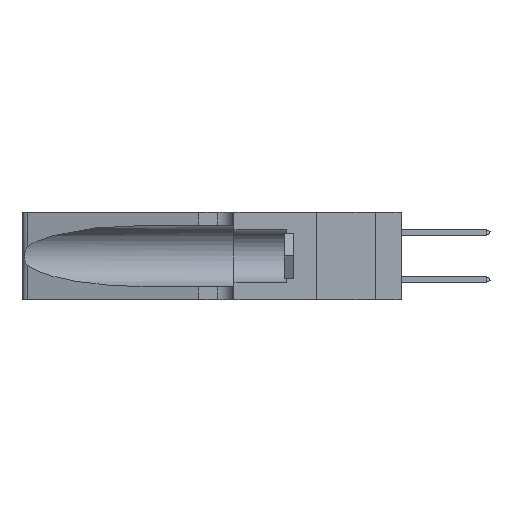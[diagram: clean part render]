
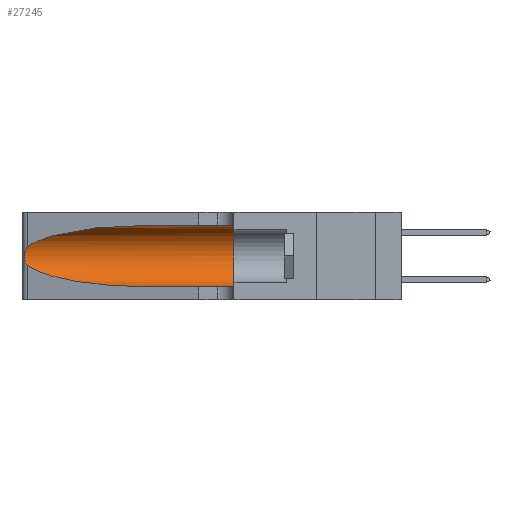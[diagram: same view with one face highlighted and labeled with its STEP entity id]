
A CAD part, left-side view. The second image highlights one B-rep face of the part: STEP entity #27245.
In plain terms, the highlighted cylindrical face has radius 3.308 mm (diameter 6.617 mm), a partial arc.
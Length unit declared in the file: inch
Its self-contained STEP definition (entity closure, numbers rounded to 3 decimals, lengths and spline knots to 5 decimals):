
#692 = CARTESIAN_POINT ( 'NONE',  ( 0.25487, 1.22718, 0.14631 ) ) ;
#881 = ORIENTED_EDGE ( 'NONE', *, *, #22106, .T. ) ;
#2673 = CARTESIAN_POINT ( 'NONE',  ( 0.1305, 1.61858, 0.31525 ) ) ;
#3335 = CARTESIAN_POINT ( 'NONE',  ( 0.26075, 1.23896, 0.178 ) ) ;
#3645 = CYLINDRICAL_SURFACE ( 'NONE', #10334, 0.13025 ) ;
#4939 = ORIENTED_EDGE ( 'NONE', *, *, #21715, .T. ) ;
#5517 = EDGE_CURVE ( 'NONE', #26924, #26673, #7169, .T. ) ;
#6167 = DIRECTION ( 'NONE',  ( 0., -1., 0. ) ) ;
#6246 = VECTOR ( 'NONE', #6167, 39.37008 ) ;
#6380 = CARTESIAN_POINT ( 'NONE',  ( 0.25487, 1.22718, 0.22369 ) ) ;
#6547 =( BOUNDED_CURVE ( )  B_SPLINE_CURVE ( 3, ( #31822, #31972, #17805, #14951 ),
 .UNSPECIFIED., .F., .F. ) 
 B_SPLINE_CURVE_WITH_KNOTS ( ( 4, 4 ),
 ( 1.5708, 2.84003 ),
 .UNSPECIFIED. ) 
 CURVE ( )  GEOMETRIC_REPRESENTATION_ITEM ( )  RATIONAL_B_SPLINE_CURVE ( ( 1., 0.87, 0.87, 1. ) ) 
 REPRESENTATION_ITEM ( '' )  );
#6785 = CARTESIAN_POINT ( 'NONE',  ( 0.2373, 1.15595, 0.08982 ) ) ;
#6826 = ORIENTED_EDGE ( 'NONE', *, *, #13926, .T. ) ;
#6918 = CARTESIAN_POINT ( 'NONE',  ( 0.1305, 0.72297, 0.31525 ) ) ;
#7169 = LINE ( 'NONE', #2673, #6246 ) ;
#7296 = DIRECTION ( 'NONE',  ( 0., -1., 0. ) ) ;
#9118 = CARTESIAN_POINT ( 'NONE',  ( 0.25787, 1.23484, 0.2124 ) ) ;
#10334 = AXIS2_PLACEMENT_3D ( 'NONE', #14603, #17329, #32687 ) ;
#12096 = EDGE_LOOP ( 'NONE', ( #13384, #6826, #4939, #881, #23712, #14255 ) ) ;
#12683 = CARTESIAN_POINT ( 'NONE',  ( 0.25856, 1.23593, 0.16098 ) ) ;
#13348 = LINE ( 'NONE', #25100, #33355 ) ;
#13384 = ORIENTED_EDGE ( 'NONE', *, *, #20815, .T. ) ;
#13429 = VERTEX_POINT ( 'NONE', #692 ) ;
#13926 = EDGE_CURVE ( 'NONE', #17419, #13429, #20418, .T. ) ;
#14255 = ORIENTED_EDGE ( 'NONE', *, *, #5517, .F. ) ;
#14603 = CARTESIAN_POINT ( 'NONE',  ( 0.1305, 1.61858, 0.185 ) ) ;
#14626 = CARTESIAN_POINT ( 'NONE',  ( 0.25487, 1.22718, 0.14631 ) ) ;
#14951 = CARTESIAN_POINT ( 'NONE',  ( 0.25487, 1.22718, 0.22369 ) ) ;
#15456 = CARTESIAN_POINT ( 'NONE',  ( 0.25789, 1.23486, 0.15765 ) ) ;
#17329 = DIRECTION ( 'NONE',  ( 0., -1., 0. ) ) ;
#17419 = VERTEX_POINT ( 'NONE', #6380 ) ;
#17805 = CARTESIAN_POINT ( 'NONE',  ( 0.2373, 1.15595, 0.28018 ) ) ;
#17955 = CARTESIAN_POINT ( 'NONE',  ( 0.25639, 1.23184, 0.21858 ) ) ;
#18003 = CARTESIAN_POINT ( 'NONE',  ( 0.1305, 0.72297, 0.05475 ) ) ;
#18034 =( BOUNDED_CURVE ( )  B_SPLINE_CURVE ( 3, ( #14626, #6785, #35777, #18003 ),
 .UNSPECIFIED., .F., .F. ) 
 B_SPLINE_CURVE_WITH_KNOTS ( ( 4, 4 ),
 ( 3.44316, 4.71239 ),
 .UNSPECIFIED. ) 
 CURVE ( )  GEOMETRIC_REPRESENTATION_ITEM ( )  RATIONAL_B_SPLINE_CURVE ( ( 1., 0.87, 0.87, 1. ) ) 
 REPRESENTATION_ITEM ( '' )  );
#20048 = CARTESIAN_POINT ( 'NONE',  ( 0.25555, 1.22994, 0.2215 ) ) ;
#20418 = B_SPLINE_CURVE_WITH_KNOTS ( 'NONE', 3,
 ( #31932, #20048, #17955, #9118, #30039, #33026, #33266, #3335, #33507, #12683, #15456, #24145, #27142, #33129 ),
 .UNSPECIFIED., .F., .F.,
 ( 4, 2, 2, 2, 2, 2, 4 ),
 ( 0., 0.00027, 0.00053, 0.00107, 0.0016, 0.00187, 0.00214 ),
 .UNSPECIFIED. ) ;
#20815 = EDGE_CURVE ( 'NONE', #26924, #17419, #6547, .T. ) ;
#21715 = EDGE_CURVE ( 'NONE', #13429, #36553, #18034, .T. ) ;
#21950 = AXIS2_PLACEMENT_3D ( 'NONE', #29941, #23948, #23822 ) ;
#22106 = EDGE_CURVE ( 'NONE', #36553, #24288, #13348, .T. ) ;
#23465 = CIRCLE ( 'NONE', #21950, 0.13025 ) ;
#23712 = ORIENTED_EDGE ( 'NONE', *, *, #31532, .F. ) ;
#23822 = DIRECTION ( 'NONE',  ( 0., 0., 1. ) ) ;
#23948 = DIRECTION ( 'NONE',  ( 0., 1., 0. ) ) ;
#24145 = CARTESIAN_POINT ( 'NONE',  ( 0.25639, 1.23186, 0.15144 ) ) ;
#24288 = VERTEX_POINT ( 'NONE', #33584 ) ;
#25100 = CARTESIAN_POINT ( 'NONE',  ( 0.1305, 1.61858, 0.05475 ) ) ;
#26673 = VERTEX_POINT ( 'NONE', #26732 ) ;
#26732 = CARTESIAN_POINT ( 'NONE',  ( 0.1305, 0.35, 0.31525 ) ) ;
#26924 = VERTEX_POINT ( 'NONE', #6918 ) ;
#27142 = CARTESIAN_POINT ( 'NONE',  ( 0.25555, 1.22993, 0.14849 ) ) ;
#27245 = ADVANCED_FACE ( 'NONE', ( #31126 ), #3645, .F. ) ;
#29941 = CARTESIAN_POINT ( 'NONE',  ( 0.1305, 0.35, 0.185 ) ) ;
#30039 = CARTESIAN_POINT ( 'NONE',  ( 0.25854, 1.2359, 0.20912 ) ) ;
#31126 = FACE_OUTER_BOUND ( 'NONE', #12096, .T. ) ;
#31532 = EDGE_CURVE ( 'NONE', #26673, #24288, #23465, .T. ) ;
#31822 = CARTESIAN_POINT ( 'NONE',  ( 0.1305, 0.72297, 0.31525 ) ) ;
#31932 = CARTESIAN_POINT ( 'NONE',  ( 0.25487, 1.22718, 0.22369 ) ) ;
#31972 = CARTESIAN_POINT ( 'NONE',  ( 0.18966, 0.96281, 0.31525 ) ) ;
#32687 = DIRECTION ( 'NONE',  ( 0., 0., -1. ) ) ;
#33026 = CARTESIAN_POINT ( 'NONE',  ( 0.26018, 1.23835, 0.19895 ) ) ;
#33129 = CARTESIAN_POINT ( 'NONE',  ( 0.25487, 1.22718, 0.14631 ) ) ;
#33266 = CARTESIAN_POINT ( 'NONE',  ( 0.26075, 1.23896, 0.19203 ) ) ;
#33355 = VECTOR ( 'NONE', #7296, 39.37008 ) ;
#33507 = CARTESIAN_POINT ( 'NONE',  ( 0.26017, 1.23833, 0.17102 ) ) ;
#33584 = CARTESIAN_POINT ( 'NONE',  ( 0.1305, 0.35, 0.05475 ) ) ;
#35629 = CARTESIAN_POINT ( 'NONE',  ( 0.1305, 0.72297, 0.05475 ) ) ;
#35777 = CARTESIAN_POINT ( 'NONE',  ( 0.18966, 0.96281, 0.05475 ) ) ;
#36553 = VERTEX_POINT ( 'NONE', #35629 ) ;
